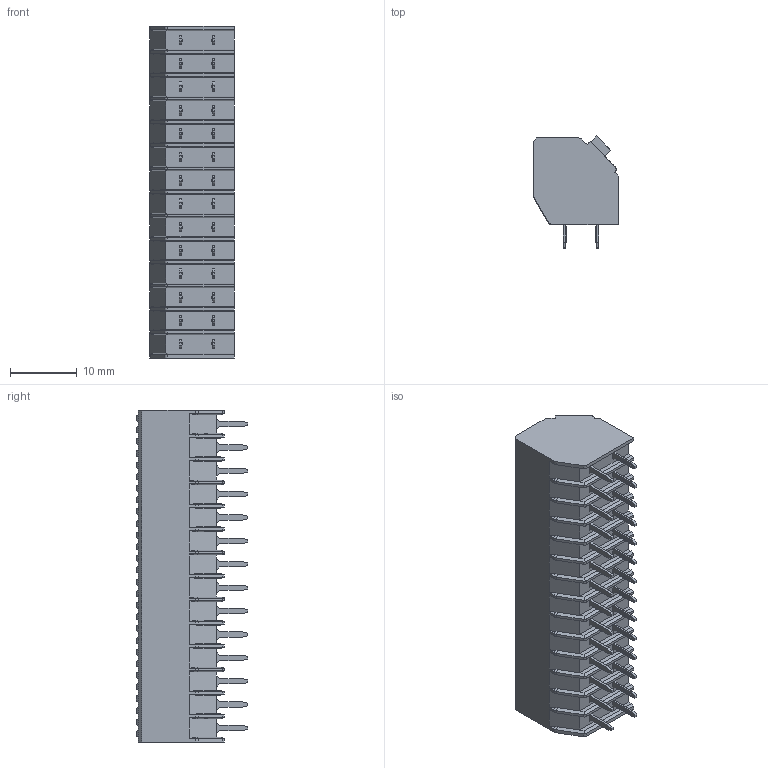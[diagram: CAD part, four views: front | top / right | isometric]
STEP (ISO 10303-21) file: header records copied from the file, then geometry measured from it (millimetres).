
FILE_DESCRIPTION((''),'2;1');
FILE_NAME('TLM-004AT-3_50-XXP-X','2024-09-29T',('sj'),(''),'PRO/ENGINEER BY PARAMETRIC TECHNOLOGY CORPORATION, 2015240','PRO/ENGINEER BY PARAMETRIC TECHNOLOGY CORPORATION, 2015240','');
FILE_SCHEMA(('CONFIG_CONTROL_DESIGN','SHAPE_APPEARANCE_LAYERS_GROUPS'));
Length unit declared in the file: millimetre
Products named in the file (1): TLM-004AT-3_50-XXP-X
Bounding box: 12.7 x 16.72 x 49.7 mm (x, y, z)
Volume: 6453.6 mm3; surface area: 4478.3 mm2
Topology: 1 solids, 1 shells, 1192 faces, 3276 edges, 2156 vertices
Faces by surface type: plane 1062, cylinder 102, cone 28
Entity records: 37504 total; most frequent: CARTESIAN_POINT 7257, ORIENTED_EDGE 6552, DIRECTION 5722, EDGE_CURVE 3276, VECTOR 2876, LINE 2876, VERTEX_POINT 2156, AXIS2_PLACEMENT_3D 1423
